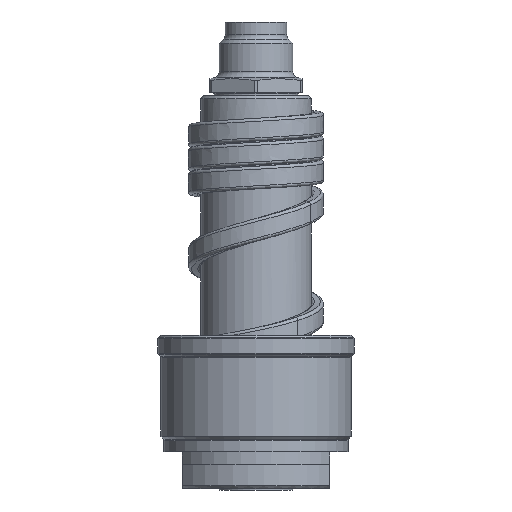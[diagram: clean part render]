
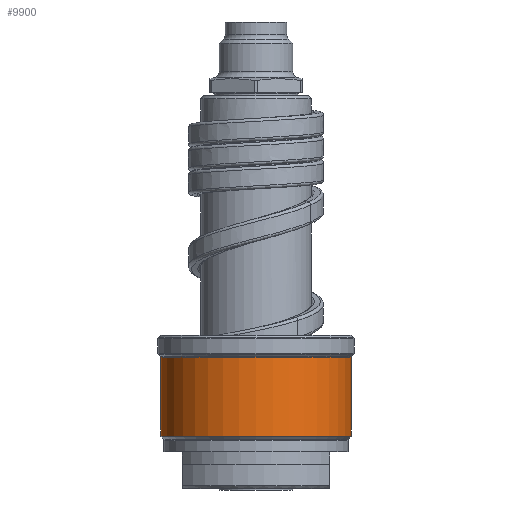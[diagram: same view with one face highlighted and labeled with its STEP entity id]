
A CAD part, front view. The second image highlights one B-rep face of the part: STEP entity #9900.
In plain terms, the highlighted cylindrical face has radius 15.5 mm (diameter 31 mm), a partial arc.
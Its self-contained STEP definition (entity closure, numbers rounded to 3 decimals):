
#2704=CARTESIAN_POINT('',(0.,0.,8.583));
#2705=DIRECTION('',(0.,0.,1.));
#2706=DIRECTION('',(-1.,0.,0.));
#2707=AXIS2_PLACEMENT_3D('',#2704,#2705,#2706);
#2709=DIRECTION('',(0.,0.,-1.));
#2710=VECTOR('',#2709,12.835);
#2711=CARTESIAN_POINT('',(-15.5,0.,21.417));
#2712=LINE('',#2711,#2710);
#2713=CARTESIAN_POINT('',(0.,0.,21.417));
#2714=DIRECTION('',(0.,0.,1.));
#2715=DIRECTION('',(-1.,0.,0.));
#2716=AXIS2_PLACEMENT_3D('',#2713,#2714,#2715);
#2718=DIRECTION('',(0.,0.,-1.));
#2719=VECTOR('',#2718,12.835);
#2720=CARTESIAN_POINT('',(15.5,0.,21.417));
#2721=LINE('',#2720,#2719);
#5923=CARTESIAN_POINT('',(15.5,0.,21.417));
#5924=CARTESIAN_POINT('',(-15.5,0.,21.417));
#5925=VERTEX_POINT('',#5923);
#5926=VERTEX_POINT('',#5924);
#5949=CARTESIAN_POINT('',(15.5,0.,8.583));
#5950=VERTEX_POINT('',#5949);
#5951=CARTESIAN_POINT('',(-15.5,0.,8.583));
#5952=VERTEX_POINT('',#5951);
#9888=CARTESIAN_POINT('',(0.,0.,7.15));
#9889=DIRECTION('',(0.,0.,1.));
#9890=DIRECTION('',(-1.,0.,0.));
#9891=AXIS2_PLACEMENT_3D('',#9888,#9889,#9890);
#9892=CYLINDRICAL_SURFACE('',#9891,15.5);
#9893=ORIENTED_EDGE('',*,*,#9860,.F.);
#9894=ORIENTED_EDGE('',*,*,#9878,.F.);
#9896=ORIENTED_EDGE('',*,*,#9895,.T.);
#9897=ORIENTED_EDGE('',*,*,#9874,.T.);
#9898=EDGE_LOOP('',(#9893,#9894,#9896,#9897));
#9899=FACE_OUTER_BOUND('',#9898,.F.);
#2708=CIRCLE('',#2707,15.5);
#2717=CIRCLE('',#2716,15.5);
#9860=EDGE_CURVE('',#5952,#5950,#2708,.T.);
#9874=EDGE_CURVE('',#5925,#5950,#2721,.T.);
#9878=EDGE_CURVE('',#5926,#5952,#2712,.T.);
#9895=EDGE_CURVE('',#5926,#5925,#2717,.T.);
#9900=ADVANCED_FACE('',(#9899),#9892,.T.);
